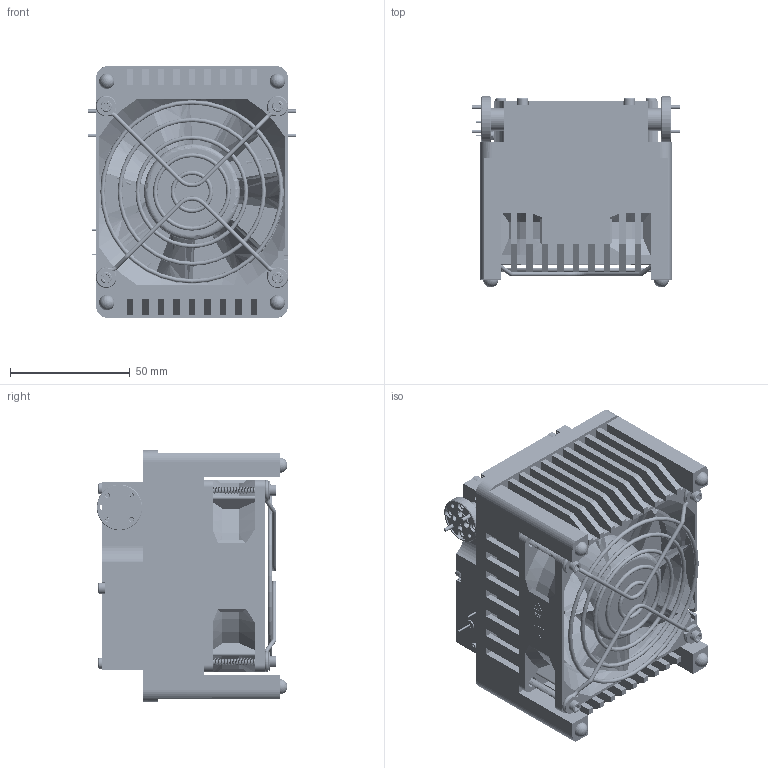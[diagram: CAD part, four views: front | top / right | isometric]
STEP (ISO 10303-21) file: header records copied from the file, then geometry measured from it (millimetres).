
FILE_DESCRIPTION (( 'STEP AP214' ), '1' );
FILE_NAME ('BP-SE-2-SR-H95.STEP', '2025-12-11T01:05:04', ( '' ), ( '' ), 'SwSTEP 2.0', 'SolidWorks 2021', '' );
FILE_SCHEMA (( 'AUTOMOTIVE_DESIGN' ));
Length unit declared in the file: inch
Products named in the file (7): DMBP-WG-101-1-09_Base, DF.STEP.STEP; DMUF-10-101-A1_SUF-1009-280-S1-P.STEP.STEP; DMUF-10-301-A1.STEP.STEP; BP-SE-2-SR-H95.STEP; BP-SE-2-SR-H95; PHW-DPXXXX-Y_PHW-DP0631-W.STEP.STEP; BP-SE-2-SR-H95.STEP.STEP
Assembly tree (8 placements, depth 5):
  BP-SE-2-SR-H95
    BP-SE-2-SR-H95.STEP
      BP-SE-2-SR-H95.STEP.STEP
        DMUF-10-101-A1_SUF-1009-280-S1-P.STEP.STEP  x2
          DMUF-10-301-A1.STEP.STEP
          PHW-DPXXXX-Y_PHW-DP0631-W.STEP.STEP
        DMBP-WG-101-1-09_Base, DF.STEP.STEP
Bounding box: 86.74 x 79.5 x 105 mm (x, y, z)
Volume: 375454.7 mm3; surface area: 137242.5 mm2
Topology: 45 solids, 45 shells, 3176 faces, 8511 edges, 5552 vertices
Faces by surface type: cylinder 1437, plane 1105, cone 265, bspline 265, torus 96, sphere 8
Entity records: 131854 total; most frequent: CARTESIAN_POINT 61443, ORIENTED_EDGE 16360, DIRECTION 12424, EDGE_CURVE 8180, VERTEX_POINT 5364, AXIS2_PLACEMENT_3D 4393, LINE 3638, VECTOR 3638
